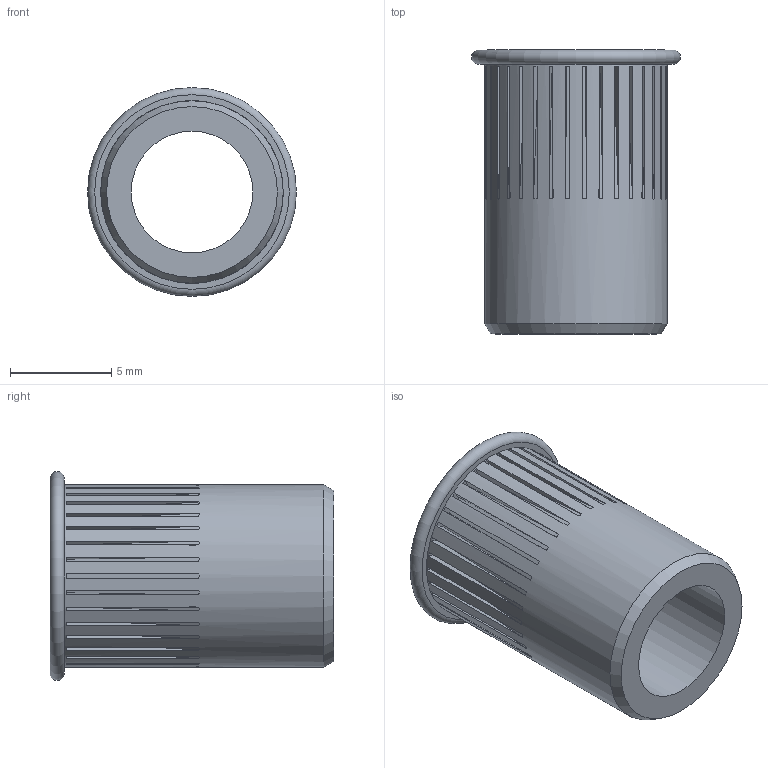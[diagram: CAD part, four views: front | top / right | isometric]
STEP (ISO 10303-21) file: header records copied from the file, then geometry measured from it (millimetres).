
FILE_DESCRIPTION(/* description */ (''),/* implementation_level */ '2;1');
FILE_NAME(/* name */ 'Nut Rivet M6.ipt.step',/* time_stamp */ '2022-11-29T08:41:27+01:00',/* author */ ('diederichbenedict'),/* organization */ (''),/* preprocessor_version */ 'ST-DEVELOPER v18.1',/* originating_system */ 'Autodesk Inventor 2022',/* authorisation */ '');
FILE_SCHEMA (('AUTOMOTIVE_DESIGN { 1 0 10303 214 3 1 1 }'));
Length unit declared in the file: millimetre
Products named in the file (1): Nut Rivet M6
Bounding box: 10.3 x 14 x 10.3 mm (x, y, z)
Volume: 403.2 mm3; surface area: 891.4 mm2
Topology: 1 solids, 1 shells, 145 faces, 324 edges, 216 vertices
Faces by surface type: plane 139, cylinder 3, cone 2, torus 1
Full cylindrical faces by diameter (mm): 6 x1, 7.3 x1, 9 x1
Entity records: 4073 total; most frequent: DIRECTION 697, CARTESIAN_POINT 686, ORIENTED_EDGE 648, EDGE_CURVE 324, LINE 243, VECTOR 243, AXIS2_PLACEMENT_3D 227, VERTEX_POINT 216
